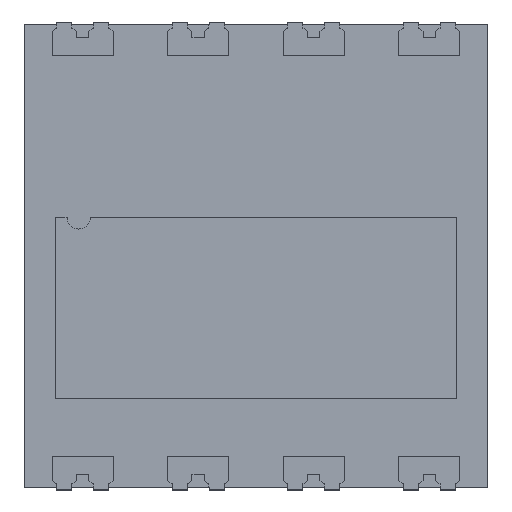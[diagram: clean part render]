
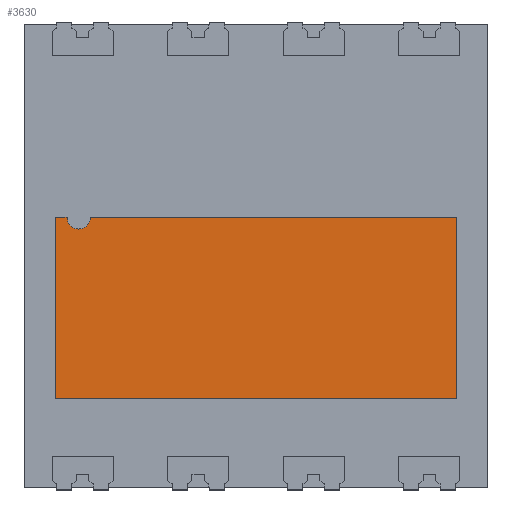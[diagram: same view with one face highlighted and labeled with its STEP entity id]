
A CAD part, top view. The second image highlights one B-rep face of the part: STEP entity #3630.
In plain terms, the highlighted planar face has unit normal (0, 0, 1).
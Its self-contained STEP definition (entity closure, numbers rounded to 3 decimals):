
#3630=ADVANCED_FACE('',(#6371),#6373,.T.);
#6371=FACE_BOUND('',#6372,.T.);
#6372=EDGE_LOOP('',(#8906,#8907,#8908,#8909,#8910,#8911));
#6373=PLANE('',#6374);
#6374=AXIS2_PLACEMENT_3D('',#6375,#6376,#6377);
#6375=CARTESIAN_POINT('',(0.,0.,0.9));
#6376=DIRECTION('',(0.,0.,1.));
#6377=DIRECTION('',(-1.,0.,0.));
#8906=ORIENTED_EDGE('',*,*,#9946,.T.);
#8907=ORIENTED_EDGE('',*,*,#9956,.T.);
#8908=ORIENTED_EDGE('',*,*,#9954,.T.);
#8909=ORIENTED_EDGE('',*,*,#9952,.T.);
#8910=ORIENTED_EDGE('',*,*,#9950,.T.);
#8911=ORIENTED_EDGE('',*,*,#9948,.T.);
#9946=EDGE_CURVE('',#11793,#11791,#11794,.T.);
#9948=EDGE_CURVE('',#11796,#11793,#11797,.T.);
#9950=EDGE_CURVE('',#11799,#11796,#11800,.T.);
#9952=EDGE_CURVE('',#11802,#11799,#11803,.T.);
#9954=EDGE_CURVE('',#11805,#11802,#11806,.T.);
#9956=EDGE_CURVE('',#11791,#11805,#11808,.T.);
#11791=VERTEX_POINT('',#15768);
#11793=VERTEX_POINT('',#15772);
#11794=LINE('',#15773,#15774);
#11796=VERTEX_POINT('',#15779);
#11797=CIRCLE('',#15780,0.2);
#11799=VERTEX_POINT('',#15787);
#11800=LINE('',#15788,#15789);
#11802=VERTEX_POINT('',#15794);
#11803=LINE('',#15795,#15796);
#11805=VERTEX_POINT('',#15801);
#11806=LINE('',#15802,#15803);
#11808=LINE('',#15808,#15809);
#15768=CARTESIAN_POINT('',(-3.47,0.666,0.9));
#15772=CARTESIAN_POINT('',(-3.27,0.666,0.9));
#15773=CARTESIAN_POINT('',(-3.27,0.666,0.9));
#15774=VECTOR('',#15775,1.);
#15775=DIRECTION('',(-1.,0.,0.));
#15779=CARTESIAN_POINT('',(-2.87,0.666,0.9));
#15780=AXIS2_PLACEMENT_3D('',#15781,#15782,#15783);
#15781=CARTESIAN_POINT('',(-3.07,0.666,0.9));
#15782=DIRECTION('',(0.,0.,-1.));
#15783=DIRECTION('',(1.,0.,0.));
#15787=CARTESIAN_POINT('',(3.47,0.666,0.9));
#15788=CARTESIAN_POINT('',(3.47,0.666,0.9));
#15789=VECTOR('',#15790,1.);
#15790=DIRECTION('',(-1.,0.,0.));
#15794=CARTESIAN_POINT('',(3.47,-2.466,0.9));
#15795=CARTESIAN_POINT('',(3.47,-2.466,0.9));
#15796=VECTOR('',#15797,1.);
#15797=DIRECTION('',(0.,1.,0.));
#15801=CARTESIAN_POINT('',(-3.47,-2.466,0.9));
#15802=CARTESIAN_POINT('',(-3.47,-2.466,0.9));
#15803=VECTOR('',#15804,1.);
#15804=DIRECTION('',(1.,0.,0.));
#15808=CARTESIAN_POINT('',(-3.47,0.666,0.9));
#15809=VECTOR('',#15810,1.);
#15810=DIRECTION('',(0.,-1.,0.));
